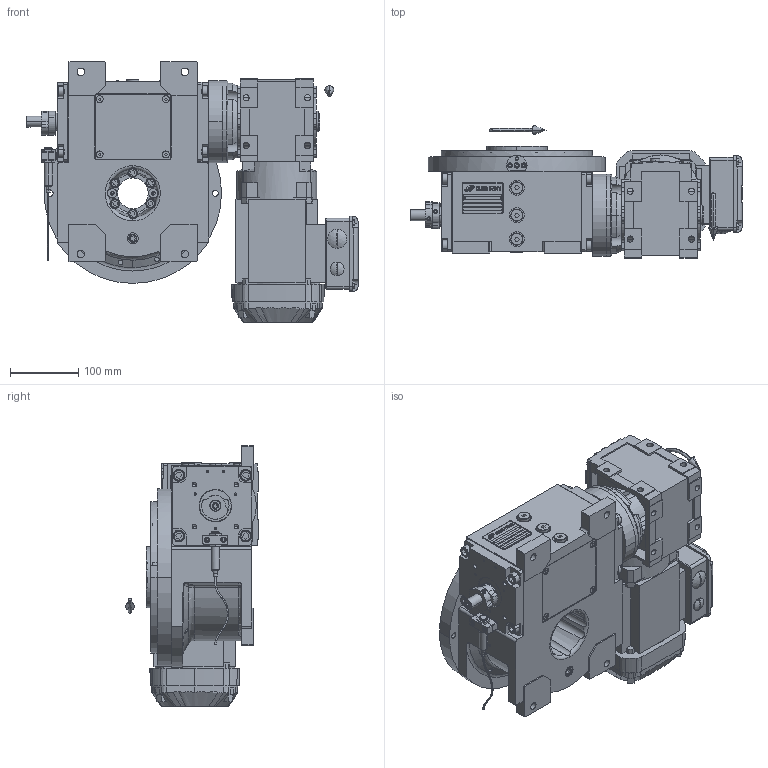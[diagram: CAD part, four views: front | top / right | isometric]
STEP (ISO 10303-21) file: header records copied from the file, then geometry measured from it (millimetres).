
FILE_DESCRIPTION (( 'STEP AP203' ), '1' );
FILE_NAME ('PC5201689.step', '2025-11-24T08:51:25', ( '' ), ( '' ), 'SwSTEP 2.0', 'SolidWorks 2020', '' );
FILE_SCHEMA (( 'CONFIG_CONTROL_DESIGN' ));
Length unit declared in the file: millimetre
Products named in the file (90): cfn2010_01_015.prt; cfn2155_01_056; cfn2070_05_005; CFN2104_02_017.stp; AS_rig06_016; cfn2000_01_103; rig06_005_n_02; cfn2000_01_124; CFN2010_02_002.stp; cfn2128_04_004; freccia_angolare; cfn2000_01_126; rig06_071_08_m_n_03_asm.stp; AS_rig06_004_s_004; cfn2128_19_002; AS_rig06_002_s_004; cfn2476_01_002_60x46; cfn2115_02_068; rig06_004_s_004; rig06_007_master; AS_rig06_071_8_m_n_03; AS_rig06_017; PC5201689; AS_900_38_11_40_4; rig06_001_a; cfn2400_04_003; AS_rig06_004_s_005; cfn2003_01_054; AS_cfn2055_01_003; RIG06_021_AF1.stp; cfn2155_01_303; AS_cfn2476_01_002_60x46; cfn2151_01_109; CFN2356_03_047.stp; rig06_004_s_005; WAF30DRN71M4_B_0; CFN2203_02_001.stp; CFN2000_01_185.stp; cfn2276_01_074; rig06_017 ...
Assembly tree (92 placements, depth 5):
  rig06_007_master
  PC5201689
    rig06_001_a
    AS_cfn2476_01_002_60x46
      cfn2476_01_002_60x46
      cfn2107_01_001
      cfn2107_01_001
    AS_rig06_071_8_m_n_03
      rig06_071_08_m_n_03_asm.stp
        RIG06_005_S_002_ASM.stp
          RIG06_021_AF1.stp
          CFN2000_01_185.stp
          CFN2000_01_185.stp
          CFN2104_02_017.stp
        CFN2010_02_002.stp
      rig06_003_8
      rig06_005_n_02
      cfn2000_01_124  x6
      cfn2104_01_016  x2
      cfn2000_01_124
      cfn2000_01_124
      cfn2000_01_124
      cfn2000_01_124
      cfn2155_01_303
    AS_rig06_017
      rig06_017
      cfn2158_01_011
      cfn2000_01_126
      cfn2000_01_126
      cfn2000_01_126
      cfn2000_01_126
      cfn2000_01_126
      cfn2000_01_126
    AS_rig06_004_s_004
      rig06_004_s_004
      cfn2070_05_005
      cfn2000_01_103
      cfn2000_01_103
      cfn2000_01_103
      cfn2000_01_103
      cfn2155_01_056
    AS_rig06_004
      rig06_004
      cfn2070_05_005
      cfn2000_01_103
      cfn2000_01_103
      cfn2000_01_103
      cfn2000_01_103
      cfn2155_01_056
    AS_rig06_002_s_004
      rig06_002_s_004
      cfn2115_02_068
    AS_rig06_004_s_005
      rig06_004_s_005
      cfn2000_01_126  x4
    cfn2128_04_004
    cfn2128_04_004
    cfn2128_04_004
    cfn2128_19_002
    AS_rig06_016
Bounding box: 486.5 x 194.5 x 382.2 mm (x, y, z)
Volume: 7997096.9 mm3; surface area: 1164898 mm2
Topology: 80 solids, 89 shells, 3192 faces, 8076 edges, 5231 vertices
Faces by surface type: plane 1606, cylinder 1098, cone 411, bspline 41, torus 26, sphere 10
Entity records: 108923 total; most frequent: CARTESIAN_POINT 26635, DIRECTION 15272, ORIENTED_EDGE 14904, EDGE_CURVE 7454, AXIS2_PLACEMENT_3D 5312, VERTEX_POINT 4882, LINE 4648, VECTOR 4648
